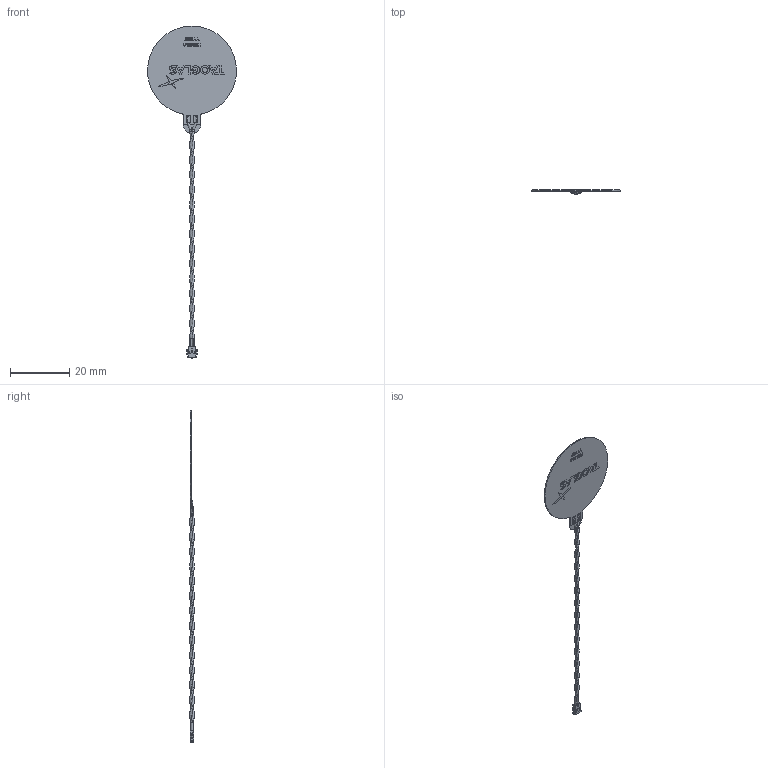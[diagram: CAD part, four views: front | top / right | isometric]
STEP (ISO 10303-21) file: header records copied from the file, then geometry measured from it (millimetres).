
FILE_DESCRIPTION (( 'STEP AP214' ), '1' );
FILE_NAME ('FXC.30.52.0075X.A.dg.STEP', '2024-08-02T02:25:59', ( '' ), ( '' ), 'SwSTEP 2.0', 'SolidWorks 2022', '' );
FILE_SCHEMA (( 'AUTOMOTIVE_DESIGN' ));
Length unit declared in the file: millimetre
Products named in the file (1): FXC.30.52.0075X.A.dg
Bounding box: 29.99 x 1.6 x 111.95 mm (x, y, z)
Surface area: 1917.8 mm2 (no closed solid volume)
Topology: 0 solids, 16 shells, 175 faces, 931 edges, 738 vertices
Faces by surface type: plane 119, bspline 29, cylinder 23, cone 4
Entity records: 19240 total; most frequent: CARTESIAN_POINT 10854, ORIENTED_EDGE 1284, DIRECTION 1009, EDGE_CURVE 923, VERTEX_POINT 738, VECTOR 583, LINE 583, B_SPLINE_CURVE_WITH_KNOTS 262
